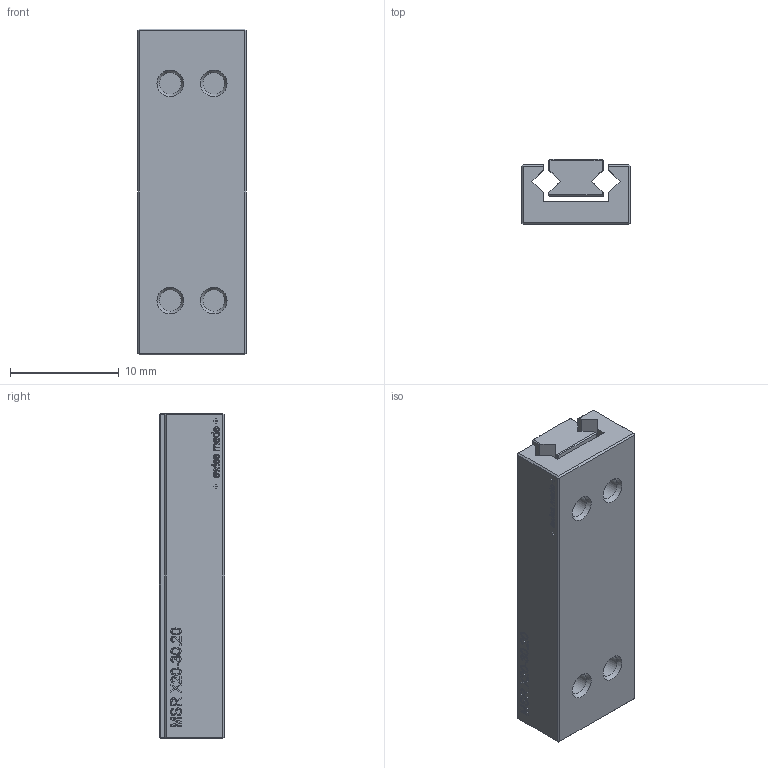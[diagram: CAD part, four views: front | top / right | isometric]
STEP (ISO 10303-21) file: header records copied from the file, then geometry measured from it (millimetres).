
FILE_DESCRIPTION(('FreeCAD Model'),'2;1');
FILE_NAME('MSR X20-30.20.step', '2020-04-07T16:13:11',('Author'),(''), 'Open CASCADE STEP processor 6.8','FreeCAD','Unknown');
FILE_SCHEMA(('AUTOMOTIVE_DESIGN_CC2 { 1 2 10303 214 -1 1 5 4 }'));
Length unit declared in the file: millimetre
Products named in the file (3): ASSEMBLY; TT; DP
Assembly tree (2 placements, depth 2):
  ASSEMBLY
    TT
    DP
Bounding box: 10 x 6 x 30 mm (x, y, z)
Volume: 1349.9 mm3; surface area: 1919.8 mm2
Topology: 2 solids, 2 shells, 637 faces, 1742 edges, 1142 vertices
Faces by surface type: extrusion 356, plane 269, cylinder 8, cone 4
Full cylindrical faces by diameter (mm): 2 x6, 3.4 x2
Entity records: 43137 total; most frequent: CARTESIAN_POINT 10660, DIRECTION 4714, VECTOR 4068, LINE 3712, ORIENTED_EDGE 3484, PCURVE 3484, DEFINITIONAL_REPRESENTATION 3484, B_SPLINE_CURVE_WITH_KNOTS 1818
